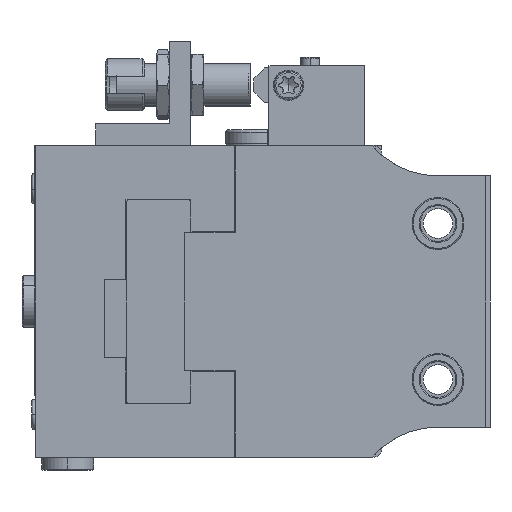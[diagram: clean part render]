
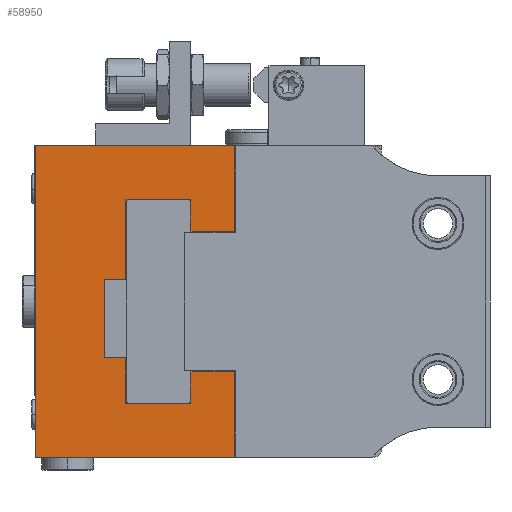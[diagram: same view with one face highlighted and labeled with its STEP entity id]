
A CAD part, left-side view. The second image highlights one B-rep face of the part: STEP entity #58950.
In plain terms, the highlighted planar face has unit normal (-1, 0, 0).
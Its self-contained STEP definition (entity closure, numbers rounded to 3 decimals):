
#204 = EDGE_CURVE ( 'NONE', #27028, #13294, #23099, .T. ) ;
#296 = AXIS2_PLACEMENT_3D ( 'NONE', #23465, #48221, #30385 ) ;
#677 = ORIENTED_EDGE ( 'NONE', *, *, #49591, .T. ) ;
#1852 = LINE ( 'NONE', #46131, #34752 ) ;
#2760 = ORIENTED_EDGE ( 'NONE', *, *, #77448, .F. ) ;
#2804 = CARTESIAN_POINT ( 'NONE',  ( -140., -36., 16.2 ) ) ;
#3551 = PLANE ( 'NONE',  #296 ) ;
#3633 = VECTOR ( 'NONE', #27520, 1000. ) ;
#4556 = CARTESIAN_POINT ( 'NONE',  ( -140., -0.1, 36. ) ) ;
#4821 = ORIENTED_EDGE ( 'NONE', *, *, #58501, .F. ) ;
#5672 = ORIENTED_EDGE ( 'NONE', *, *, #51743, .T. ) ;
#6633 = LINE ( 'NONE', #44692, #29691 ) ;
#6994 = DIRECTION ( 'NONE',  ( 0., 1., 0. ) ) ;
#7564 = VERTEX_POINT ( 'NONE', #11487 ) ;
#7856 = DIRECTION ( 'NONE',  ( 0., 0., -1. ) ) ;
#8192 = CARTESIAN_POINT ( 'NONE',  ( -140., -46., -36. ) ) ;
#9911 = CARTESIAN_POINT ( 'NONE',  ( -140., -36., -23.51 ) ) ;
#10594 = ORIENTED_EDGE ( 'NONE', *, *, #60370, .T. ) ;
#10630 = EDGE_CURVE ( 'NONE', #75584, #47726, #1852, .T. ) ;
#11487 = CARTESIAN_POINT ( 'NONE',  ( -140., -22., -35.9 ) ) ;
#11523 = VECTOR ( 'NONE', #61164, 1000. ) ;
#12433 = VERTEX_POINT ( 'NONE', #49847 ) ;
#12538 = LINE ( 'NONE', #37708, #41223 ) ;
#12578 = CARTESIAN_POINT ( 'NONE',  ( -140., -0.1, -36. ) ) ;
#13243 = LINE ( 'NONE', #41928, #19395 ) ;
#13294 = VERTEX_POINT ( 'NONE', #36834 ) ;
#14070 = CARTESIAN_POINT ( 'NONE',  ( -140., -21., 5. ) ) ;
#15662 = DIRECTION ( 'NONE',  ( 0., 1., 0. ) ) ;
#15808 = VECTOR ( 'NONE', #35942, 1000. ) ;
#16435 = CARTESIAN_POINT ( 'NONE',  ( -140., -91.456, 5. ) ) ;
#17041 = CARTESIAN_POINT ( 'NONE',  ( -140., -16., 5. ) ) ;
#17490 = VECTOR ( 'NONE', #32536, 1000. ) ;
#17747 = CARTESIAN_POINT ( 'NONE',  ( -140., -16., -13. ) ) ;
#17813 = VERTEX_POINT ( 'NONE', #12578 ) ;
#18168 = DIRECTION ( 'NONE',  ( 0., 0., 1. ) ) ;
#18526 = VECTOR ( 'NONE', #35074, 1000. ) ;
#19395 = VECTOR ( 'NONE', #48113, 1000. ) ;
#20649 = EDGE_CURVE ( 'NONE', #27028, #25398, #49555, .T. ) ;
#21117 = CARTESIAN_POINT ( 'NONE',  ( -140., -36., -16.2 ) ) ;
#22300 = EDGE_CURVE ( 'NONE', #12433, #17813, #66142, .T. ) ;
#23099 = LINE ( 'NONE', #34562, #69967 ) ;
#23349 = ORIENTED_EDGE ( 'NONE', *, *, #81748, .T. ) ;
#23465 = CARTESIAN_POINT ( 'NONE',  ( -140., -23., 0. ) ) ;
#24406 = VECTOR ( 'NONE', #40438, 1000. ) ;
#24751 = DIRECTION ( 'NONE',  ( 0., 0., -1. ) ) ;
#25079 = VERTEX_POINT ( 'NONE', #49843 ) ;
#25096 = ORIENTED_EDGE ( 'NONE', *, *, #36510, .T. ) ;
#25398 = VERTEX_POINT ( 'NONE', #35548 ) ;
#25714 = VERTEX_POINT ( 'NONE', #34500 ) ;
#26576 = VECTOR ( 'NONE', #6994, 1000. ) ;
#26946 = EDGE_CURVE ( 'NONE', #17813, #68065, #58551, .T. ) ;
#27028 = VERTEX_POINT ( 'NONE', #65599 ) ;
#27520 = DIRECTION ( 'NONE',  ( 0., 0., 1. ) ) ;
#27623 = CARTESIAN_POINT ( 'NONE',  ( -140., -21., 23.51 ) ) ;
#29272 = LINE ( 'NONE', #54176, #30570 ) ;
#29596 = CARTESIAN_POINT ( 'NONE',  ( -140., -46., 16.2 ) ) ;
#29691 = VECTOR ( 'NONE', #57494, 1000. ) ;
#29847 = CARTESIAN_POINT ( 'NONE',  ( -140., -36., 16.2 ) ) ;
#30137 = VERTEX_POINT ( 'NONE', #62901 ) ;
#30385 = DIRECTION ( 'NONE',  ( 0., 0., 1. ) ) ;
#30570 = VECTOR ( 'NONE', #60761, 1000. ) ;
#31791 = ORIENTED_EDGE ( 'NONE', *, *, #10630, .F. ) ;
#32536 = DIRECTION ( 'NONE',  ( 0., 1., 0. ) ) ;
#32559 = LINE ( 'NONE', #52516, #26576 ) ;
#32686 = DIRECTION ( 'NONE',  ( 0., 0., 1. ) ) ;
#33151 = ORIENTED_EDGE ( 'NONE', *, *, #46089, .T. ) ;
#33377 = EDGE_CURVE ( 'NONE', #73770, #47726, #52690, .T. ) ;
#33609 = ORIENTED_EDGE ( 'NONE', *, *, #33377, .T. ) ;
#34500 = CARTESIAN_POINT ( 'NONE',  ( -140., -21., 23.51 ) ) ;
#34562 = CARTESIAN_POINT ( 'NONE',  ( -140., -46., -16.2 ) ) ;
#34752 = VECTOR ( 'NONE', #70263, 1000. ) ;
#35074 = DIRECTION ( 'NONE',  ( 0., 1., 0. ) ) ;
#35197 = ORIENTED_EDGE ( 'NONE', *, *, #20649, .F. ) ;
#35313 = CARTESIAN_POINT ( 'NONE',  ( -140., -0.1, 0. ) ) ;
#35548 = CARTESIAN_POINT ( 'NONE',  ( -140., -46., -35.9 ) ) ;
#35942 = DIRECTION ( 'NONE',  ( 0., 0., -1. ) ) ;
#36510 = EDGE_CURVE ( 'NONE', #25079, #43232, #68268, .T. ) ;
#36834 = CARTESIAN_POINT ( 'NONE',  ( -140., -36., -16.2 ) ) ;
#36893 = CARTESIAN_POINT ( 'NONE',  ( -140., -21., -23.51 ) ) ;
#37708 = CARTESIAN_POINT ( 'NONE',  ( -140., -21., -23.51 ) ) ;
#39919 = VECTOR ( 'NONE', #7856, 1000. ) ;
#40438 = DIRECTION ( 'NONE',  ( 0., -1., 0. ) ) ;
#41223 = VECTOR ( 'NONE', #32686, 1000. ) ;
#41643 = LINE ( 'NONE', #16435, #66777 ) ;
#41928 = CARTESIAN_POINT ( 'NONE',  ( -140., -22., -35.9 ) ) ;
#43232 = VERTEX_POINT ( 'NONE', #17041 ) ;
#43333 = CARTESIAN_POINT ( 'NONE',  ( -140., -46., -36. ) ) ;
#44692 = CARTESIAN_POINT ( 'NONE',  ( -140., -21., -13. ) ) ;
#44979 = CARTESIAN_POINT ( 'NONE',  ( -140., -36., 23.51 ) ) ;
#45143 = EDGE_CURVE ( 'NONE', #7564, #12433, #13243, .T. ) ;
#45637 = VERTEX_POINT ( 'NONE', #66912 ) ;
#46089 = EDGE_CURVE ( 'NONE', #81907, #73770, #74206, .T. ) ;
#46131 = CARTESIAN_POINT ( 'NONE',  ( -140., -46., -36. ) ) ;
#46169 = ORIENTED_EDGE ( 'NONE', *, *, #66281, .F. ) ;
#47079 = VERTEX_POINT ( 'NONE', #36893 ) ;
#47135 = LINE ( 'NONE', #21117, #39919 ) ;
#47726 = VERTEX_POINT ( 'NONE', #29596 ) ;
#47800 = FACE_OUTER_BOUND ( 'NONE', #75903, .T. ) ;
#48113 = DIRECTION ( 'NONE',  ( 0., 0., -1. ) ) ;
#48221 = DIRECTION ( 'NONE',  ( 1., 0., 0. ) ) ;
#49555 = LINE ( 'NONE', #43333, #79496 ) ;
#49591 = EDGE_CURVE ( 'NONE', #13294, #30137, #47135, .T. ) ;
#49843 = CARTESIAN_POINT ( 'NONE',  ( -140., -16., -13. ) ) ;
#49847 = CARTESIAN_POINT ( 'NONE',  ( -140., -22., -36. ) ) ;
#50909 = LINE ( 'NONE', #9911, #18526 ) ;
#51045 = EDGE_CURVE ( 'NONE', #25714, #81907, #66538, .T. ) ;
#51743 = EDGE_CURVE ( 'NONE', #45637, #25079, #6633, .T. ) ;
#52516 = CARTESIAN_POINT ( 'NONE',  ( -140., -46., -35.9 ) ) ;
#52690 = LINE ( 'NONE', #29847, #57298 ) ;
#53416 = ORIENTED_EDGE ( 'NONE', *, *, #80023, .T. ) ;
#54176 = CARTESIAN_POINT ( 'NONE',  ( -140., -46., 36. ) ) ;
#55794 = CARTESIAN_POINT ( 'NONE',  ( -140., -21., 13. ) ) ;
#57204 = ORIENTED_EDGE ( 'NONE', *, *, #26946, .F. ) ;
#57298 = VECTOR ( 'NONE', #80478, 1000. ) ;
#57494 = DIRECTION ( 'NONE',  ( 0., 1., 0. ) ) ;
#58501 = EDGE_CURVE ( 'NONE', #25398, #7564, #32559, .T. ) ;
#58551 = LINE ( 'NONE', #35313, #3633 ) ;
#58950 = ADVANCED_FACE ( 'NONE', ( #47800 ), #3551, .F. ) ;
#60370 = EDGE_CURVE ( 'NONE', #47079, #45637, #12538, .T. ) ;
#60761 = DIRECTION ( 'NONE',  ( 0., -1., 0. ) ) ;
#61164 = DIRECTION ( 'NONE',  ( 0., 0., 1. ) ) ;
#62502 = VERTEX_POINT ( 'NONE', #14070 ) ;
#62901 = CARTESIAN_POINT ( 'NONE',  ( -140., -36., -23.51 ) ) ;
#62933 = ORIENTED_EDGE ( 'NONE', *, *, #51045, .T. ) ;
#65599 = CARTESIAN_POINT ( 'NONE',  ( -140., -46., -16.2 ) ) ;
#66142 = LINE ( 'NONE', #8192, #17490 ) ;
#66281 = EDGE_CURVE ( 'NONE', #68065, #75584, #29272, .T. ) ;
#66538 = LINE ( 'NONE', #27623, #24406 ) ;
#66777 = VECTOR ( 'NONE', #73208, 1000. ) ;
#66912 = CARTESIAN_POINT ( 'NONE',  ( -140., -21., -13. ) ) ;
#68065 = VERTEX_POINT ( 'NONE', #4556 ) ;
#68268 = LINE ( 'NONE', #17747, #11523 ) ;
#69967 = VECTOR ( 'NONE', #15662, 1000. ) ;
#70263 = DIRECTION ( 'NONE',  ( 0., 0., -1. ) ) ;
#72576 = CARTESIAN_POINT ( 'NONE',  ( -140., -46., 36. ) ) ;
#73208 = DIRECTION ( 'NONE',  ( 0., 1., 0. ) ) ;
#73770 = VERTEX_POINT ( 'NONE', #2804 ) ;
#74206 = LINE ( 'NONE', #81203, #15808 ) ;
#74943 = LINE ( 'NONE', #55794, #77956 ) ;
#75584 = VERTEX_POINT ( 'NONE', #72576 ) ;
#75903 = EDGE_LOOP ( 'NONE', ( #2760, #23349, #62933, #33151, #33609, #31791, #46169, #57204, #81161, #76904, #4821, #35197, #77886, #677, #53416, #10594, #5672, #25096 ) ) ;
#76904 = ORIENTED_EDGE ( 'NONE', *, *, #45143, .F. ) ;
#77448 = EDGE_CURVE ( 'NONE', #62502, #43232, #41643, .T. ) ;
#77886 = ORIENTED_EDGE ( 'NONE', *, *, #204, .T. ) ;
#77956 = VECTOR ( 'NONE', #18168, 1000. ) ;
#79496 = VECTOR ( 'NONE', #24751, 1000. ) ;
#80023 = EDGE_CURVE ( 'NONE', #30137, #47079, #50909, .T. ) ;
#80478 = DIRECTION ( 'NONE',  ( 0., -1., 0. ) ) ;
#81161 = ORIENTED_EDGE ( 'NONE', *, *, #22300, .F. ) ;
#81203 = CARTESIAN_POINT ( 'NONE',  ( -140., -36., 23.51 ) ) ;
#81748 = EDGE_CURVE ( 'NONE', #62502, #25714, #74943, .T. ) ;
#81907 = VERTEX_POINT ( 'NONE', #44979 ) ;
